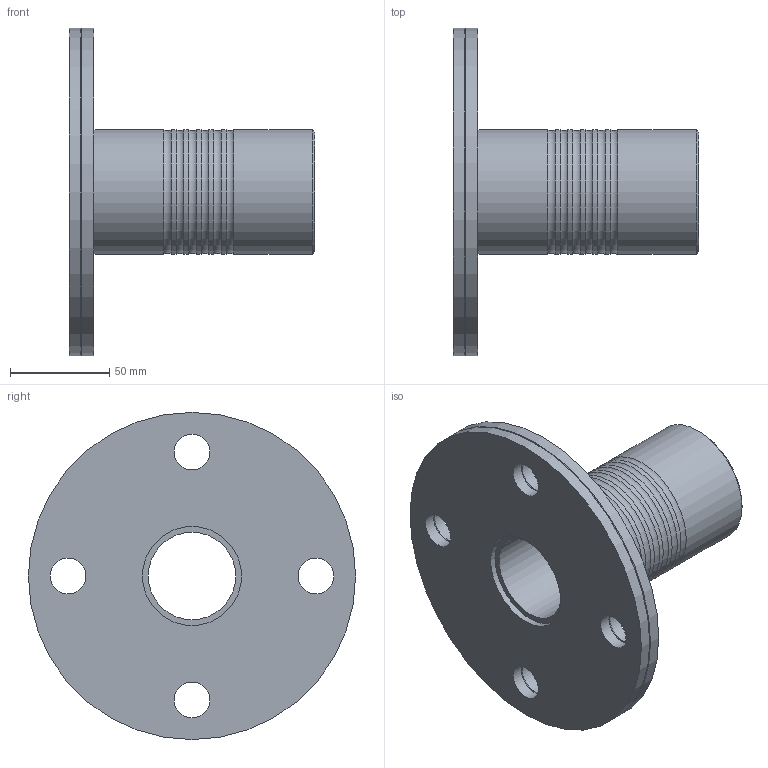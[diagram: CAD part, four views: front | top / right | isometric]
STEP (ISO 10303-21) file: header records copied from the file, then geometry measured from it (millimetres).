
FILE_DESCRIPTION(/* description */ ('PLASSON FLANGE ADAPTOR WITH METAL FLANGE 63-2"'),/* implementation_level */ '2;1');
FILE_NAME(/* name */ '0723060630200_182306063020_0723060630200A.ipt.stp',/* time_stamp */ '2017-06-06T17:16:34+03:00',/* author */ ('KIM'),/* organization */ (''),/* preprocessor_version */ 'ST-DEVELOPER v15.6',/* originating_system */ 'Autodesk Inventor 2015',/* authorisation */ '');
FILE_SCHEMA (('AUTOMOTIVE_DESIGN { 1 0 10303 214 3 1 1 }'));
Length unit declared in the file: millimetre
Products named in the file (1): 0723060630200_182306063020_0723060630200A
Bounding box: 124 x 165 x 165 mm (x, y, z)
Volume: 391492.5 mm3; surface area: 89924 mm2
Topology: 1 solids, 1 shells, 42 faces, 93 edges, 56 vertices
Faces by surface type: cylinder 20, cone 11, torus 6, plane 5
Full cylindrical faces by diameter (mm): 18 x8, 44.1 x1, 50 x1, 63 x7, 81.9 x1, 165 x2
Entity records: 970 total; most frequent: DIRECTION 178, CARTESIAN_POINT 135, EDGE_LOOP 92, ORIENTED_EDGE 92, AXIS2_PLACEMENT_3D 89, FACE_BOUND 50, CIRCLE 46, VERTEX_POINT 46
